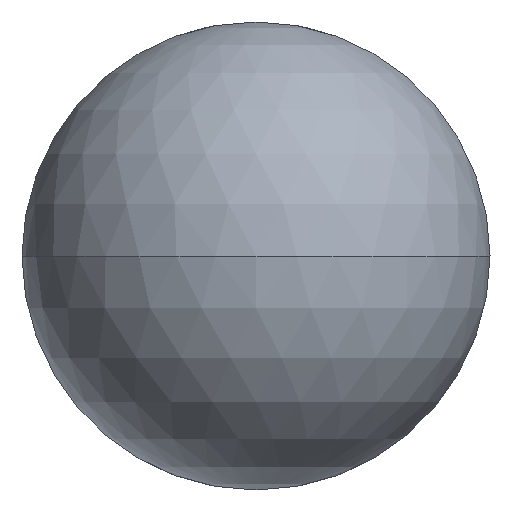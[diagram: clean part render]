
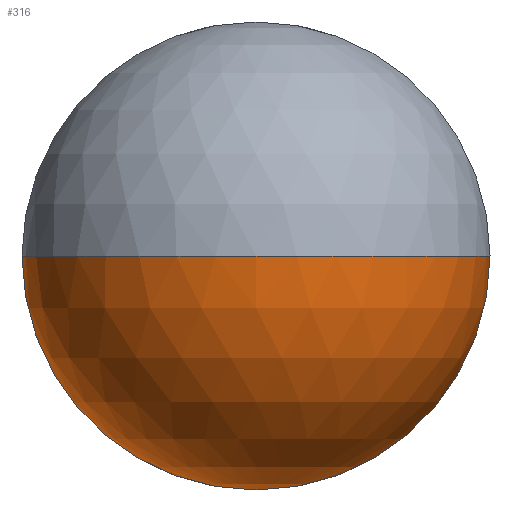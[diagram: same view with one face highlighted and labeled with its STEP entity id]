
A CAD part, front view. The second image highlights one B-rep face of the part: STEP entity #316.
In plain terms, the highlighted spherical face has radius 3.175 mm.
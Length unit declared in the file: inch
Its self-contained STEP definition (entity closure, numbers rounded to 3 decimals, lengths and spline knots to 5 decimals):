
#4 = AXIS2_PLACEMENT_3D ( 'NONE', #209, #59, #135 ) ;
#8 = EDGE_CURVE ( 'NONE', #268, #294, #495, .T. ) ;
#9 = AXIS2_PLACEMENT_3D ( 'NONE', #231, #40, #479 ) ;
#19 = CARTESIAN_POINT ( 'NONE',  ( -0.125, 0.125, 0. ) ) ;
#28 = EDGE_CURVE ( 'NONE', #217, #294, #322, .T. ) ;
#40 = DIRECTION ( 'NONE',  ( 0., 0., -1. ) ) ;
#47 = FACE_OUTER_BOUND ( 'NONE', #469, .T. ) ;
#49 = CIRCLE ( 'NONE', #4, 0.125 ) ;
#59 = DIRECTION ( 'NONE',  ( 0., -1., 0. ) ) ;
#60 = EDGE_CURVE ( 'NONE', #217, #514, #128, .T. ) ;
#61 = CARTESIAN_POINT ( 'NONE',  ( 0., 0.125, 0. ) ) ;
#62 = ORIENTED_EDGE ( 'NONE', *, *, #325, .T. ) ;
#84 = CARTESIAN_POINT ( 'NONE',  ( 0., 0.125, 0. ) ) ;
#90 = DIRECTION ( 'NONE',  ( 0., 0., -1. ) ) ;
#108 = DIRECTION ( 'NONE',  ( 0., -1., 0. ) ) ;
#128 = CIRCLE ( 'NONE', #356, 0.125 ) ;
#135 = DIRECTION ( 'NONE',  ( 0., 0., -1. ) ) ;
#158 = AXIS2_PLACEMENT_3D ( 'NONE', #84, #201, #258 ) ;
#177 = DIRECTION ( 'NONE',  ( -1., 0., 0. ) ) ;
#201 = DIRECTION ( 'NONE',  ( 0., 0., 1. ) ) ;
#209 = CARTESIAN_POINT ( 'NONE',  ( 0., 0.125, 0. ) ) ;
#217 = VERTEX_POINT ( 'NONE', #19 ) ;
#228 = ORIENTED_EDGE ( 'NONE', *, *, #28, .F. ) ;
#231 = CARTESIAN_POINT ( 'NONE',  ( 0., 0.125, 0. ) ) ;
#258 = DIRECTION ( 'NONE',  ( 1., 0., 0. ) ) ;
#268 = VERTEX_POINT ( 'NONE', #409 ) ;
#294 = VERTEX_POINT ( 'NONE', #412 ) ;
#316 = ADVANCED_FACE ( 'NONE', ( #47 ), #377, .T. ) ;
#322 = CIRCLE ( 'NONE', #158, 0.125 ) ;
#325 = EDGE_CURVE ( 'NONE', #514, #268, #49, .T. ) ;
#348 = CARTESIAN_POINT ( 'NONE',  ( 0., 0.125, 0. ) ) ;
#353 = CARTESIAN_POINT ( 'NONE',  ( 0., 0.125, -0.125 ) ) ;
#356 = AXIS2_PLACEMENT_3D ( 'NONE', #348, #108, #475 ) ;
#377 = SPHERICAL_SURFACE ( 'NONE', #394, 0.125 ) ;
#394 = AXIS2_PLACEMENT_3D ( 'NONE', #61, #90, #177 ) ;
#409 = CARTESIAN_POINT ( 'NONE',  ( 0.125, 0.125, 0. ) ) ;
#412 = CARTESIAN_POINT ( 'NONE',  ( 0., 0., 0. ) ) ;
#469 = EDGE_LOOP ( 'NONE', ( #520, #62, #484, #228 ) ) ;
#475 = DIRECTION ( 'NONE',  ( 0., 0., -1. ) ) ;
#479 = DIRECTION ( 'NONE',  ( -1., 0., 0. ) ) ;
#484 = ORIENTED_EDGE ( 'NONE', *, *, #8, .T. ) ;
#495 = CIRCLE ( 'NONE', #9, 0.125 ) ;
#514 = VERTEX_POINT ( 'NONE', #353 ) ;
#520 = ORIENTED_EDGE ( 'NONE', *, *, #60, .T. ) ;
